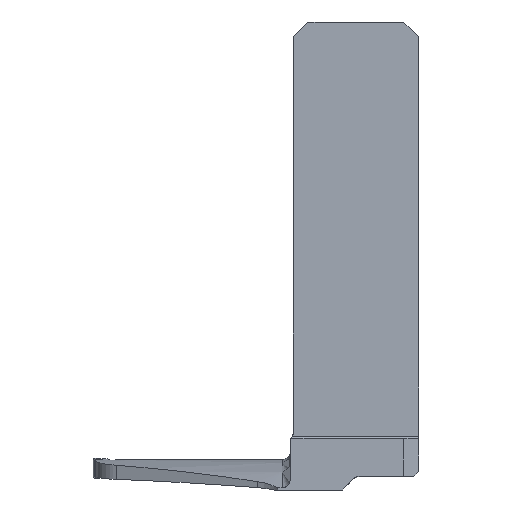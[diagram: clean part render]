
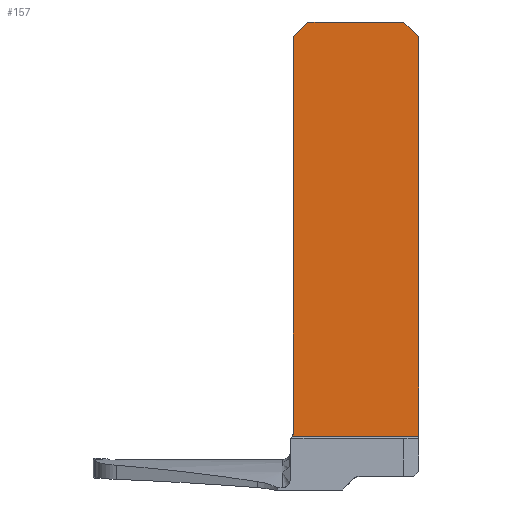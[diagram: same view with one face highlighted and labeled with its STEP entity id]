
A CAD part, front view. The second image highlights one B-rep face of the part: STEP entity #157.
In plain terms, the highlighted planar face has unit normal (0, -1, 0).
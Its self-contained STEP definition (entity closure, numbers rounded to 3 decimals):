
#118=PLANE('',#1499);
#157=ADVANCED_FACE('CU_BOTTOM_SU1',(#238),#118,.F.);
#238=FACE_OUTER_BOUND('',#299,.T.);
#299=EDGE_LOOP('',(#668,#669,#670,#671,#672,#673,#674));
#362=LINE('',#2091,#446);
#385=LINE('',#3424,#470);
#386=LINE('',#3426,#471);
#387=LINE('',#3428,#472);
#388=LINE('',#3429,#473);
#389=LINE('',#3430,#474);
#446=VECTOR('',#1621,1.);
#470=VECTOR('',#1671,1.);
#471=VECTOR('',#1674,1.);
#472=VECTOR('',#1675,1.);
#473=VECTOR('',#1676,1.);
#474=VECTOR('',#1677,1.);
#518=CIRCLE('',#1496,1.6);
#668=ORIENTED_EDGE('',*,*,#1181,.F.);
#669=ORIENTED_EDGE('',*,*,#1182,.F.);
#670=ORIENTED_EDGE('',*,*,#1183,.T.);
#671=ORIENTED_EDGE('',*,*,#1175,.T.);
#672=ORIENTED_EDGE('',*,*,#1184,.T.);
#673=ORIENTED_EDGE('',*,*,#1142,.F.);
#674=ORIENTED_EDGE('',*,*,#1185,.T.);
#990=VERTEX_POINT('',#2090);
#991=VERTEX_POINT('',#2092);
#1006=VERTEX_POINT('',#3398);
#1007=VERTEX_POINT('',#3400);
#1010=VERTEX_POINT('',#3419);
#1012=VERTEX_POINT('',#3423);
#1013=VERTEX_POINT('',#3427);
#1142=EDGE_CURVE('',#990,#991,#362,.T.);
#1175=EDGE_CURVE('',#1007,#1006,#518,.T.);
#1181=EDGE_CURVE('',#1012,#1010,#385,.T.);
#1182=EDGE_CURVE('',#1013,#1012,#386,.T.);
#1183=EDGE_CURVE('',#1013,#1007,#387,.T.);
#1184=EDGE_CURVE('',#1006,#991,#388,.T.);
#1185=EDGE_CURVE('',#990,#1010,#389,.T.);
#1496=AXIS2_PLACEMENT_3D('',#3399,#1663,#1664);
#1499=AXIS2_PLACEMENT_3D('',#3431,#1678,#1679);
#1621=DIRECTION('',(0.,0.,-1.));
#1663=DIRECTION('',(0.,1.,0.));
#1664=DIRECTION('',(0.,0.,-1.));
#1671=DIRECTION('',(1.,0.,0.));
#1674=DIRECTION('',(0.707,0.,0.707));
#1675=DIRECTION('',(0.,0.,-1.));
#1676=DIRECTION('',(1.,0.,0.));
#1677=DIRECTION('',(-0.707,0.,0.707));
#1678=DIRECTION('',(0.,1.,0.));
#1679=DIRECTION('',(0.,0.,-1.));
#2090=CARTESIAN_POINT('',(0.,0.,-3.));
#2091=CARTESIAN_POINT('',(0.,0.,-84.));
#2092=CARTESIAN_POINT('',(0.,0.,-83.5));
#3398=CARTESIAN_POINT('',(-25.442,0.,-83.5));
#3399=CARTESIAN_POINT('',(-26.925,0.,-82.9));
#3400=CARTESIAN_POINT('',(-25.325,0.,-82.9));
#3419=CARTESIAN_POINT('',(-3.,0.,0.));
#3423=CARTESIAN_POINT('',(-22.325,0.,0.));
#3424=CARTESIAN_POINT('',(110.,0.,0.));
#3426=CARTESIAN_POINT('',(-22.325,0.,0.));
#3427=CARTESIAN_POINT('',(-25.325,0.,-3.));
#3428=CARTESIAN_POINT('',(-25.325,0.,-84.));
#3429=CARTESIAN_POINT('',(110.,0.,-83.5));
#3430=CARTESIAN_POINT('',(-3.,0.,0.));
#3431=CARTESIAN_POINT('',(110.,0.,-84.));
